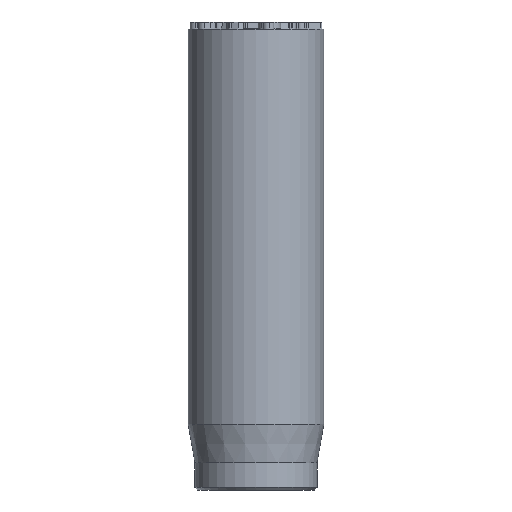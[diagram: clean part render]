
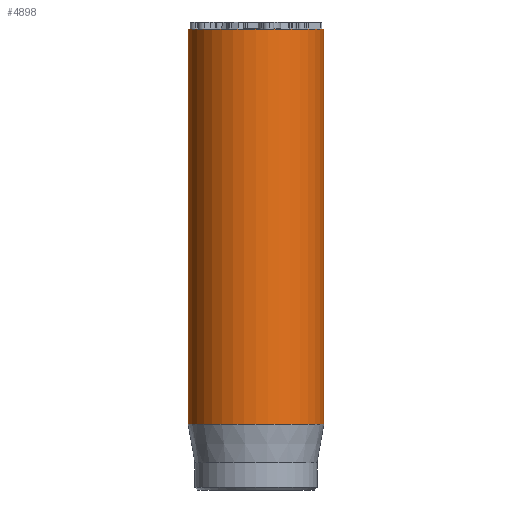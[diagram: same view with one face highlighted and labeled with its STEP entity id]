
A CAD part, front view. The second image highlights one B-rep face of the part: STEP entity #4898.
In plain terms, the highlighted cylindrical face has radius 2.5 mm (diameter 5 mm), a full revolution.
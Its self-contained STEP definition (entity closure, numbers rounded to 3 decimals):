
#36=CYLINDRICAL_SURFACE('',#5116,2.5);
#50=CIRCLE('',#5083,2.5);
#66=CIRCLE('',#5114,2.5);
#67=CIRCLE('',#5115,2.5);
#407=FACE_OUTER_BOUND('',#698,.T.);
#698=EDGE_LOOP('',(#4210,#4211,#4212,#4213,#4214));
#1047=LINE('',#8911,#1414);
#1414=VECTOR('',#5637,2.5);
#2201=VERTEX_POINT('',#8850);
#2217=VERTEX_POINT('',#8905);
#2218=VERTEX_POINT('',#8906);
#2874=EDGE_CURVE('',#2201,#2201,#50,.T.);
#2898=EDGE_CURVE('',#2217,#2218,#66,.T.);
#2899=EDGE_CURVE('',#2218,#2217,#67,.T.);
#2901=EDGE_CURVE('',#2201,#2217,#1047,.T.);
#4210=ORIENTED_EDGE('',*,*,#2874,.T.);
#4211=ORIENTED_EDGE('',*,*,#2901,.T.);
#4212=ORIENTED_EDGE('',*,*,#2898,.T.);
#4213=ORIENTED_EDGE('',*,*,#2899,.T.);
#4214=ORIENTED_EDGE('',*,*,#2901,.F.);
#4898=ADVANCED_FACE('',(#407),#36,.T.);
#5083=AXIS2_PLACEMENT_3D('',#8851,#5560,#5561);
#5114=AXIS2_PLACEMENT_3D('',#8907,#5630,#5631);
#5115=AXIS2_PLACEMENT_3D('',#8908,#5632,#5633);
#5116=AXIS2_PLACEMENT_3D('',#8910,#5635,#5636);
#5560=DIRECTION('center_axis',(0.,0.,-1.));
#5561=DIRECTION('ref_axis',(-1.,0.,0.));
#5630=DIRECTION('center_axis',(0.,0.,1.));
#5631=DIRECTION('ref_axis',(-1.,0.,0.));
#5632=DIRECTION('center_axis',(0.,0.,1.));
#5633=DIRECTION('ref_axis',(-1.,0.,0.));
#5635=DIRECTION('center_axis',(0.,0.,1.));
#5636=DIRECTION('ref_axis',(-1.,0.,0.));
#5637=DIRECTION('',(0.,0.,-1.));
#8850=CARTESIAN_POINT('',(2.5,0.,17.));
#8851=CARTESIAN_POINT('Origin',(0.,0.,17.));
#8905=CARTESIAN_POINT('',(2.5,0.,2.418));
#8906=CARTESIAN_POINT('',(-2.5,0.,2.418));
#8907=CARTESIAN_POINT('Origin',(0.,0.,2.418));
#8908=CARTESIAN_POINT('Origin',(0.,0.,2.418));
#8910=CARTESIAN_POINT('Origin',(0.,0.,0.));
#8911=CARTESIAN_POINT('',(2.5,0.,0.));
